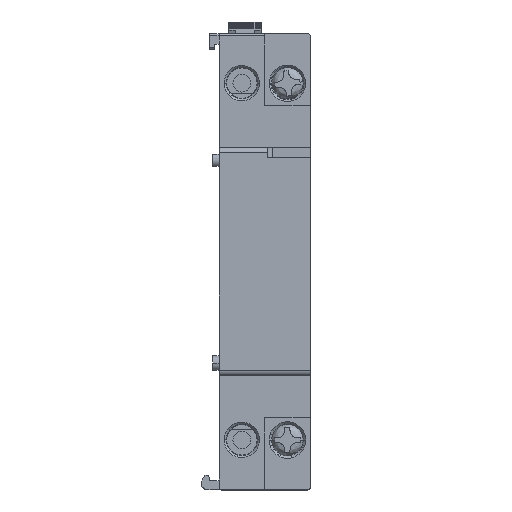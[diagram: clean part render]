
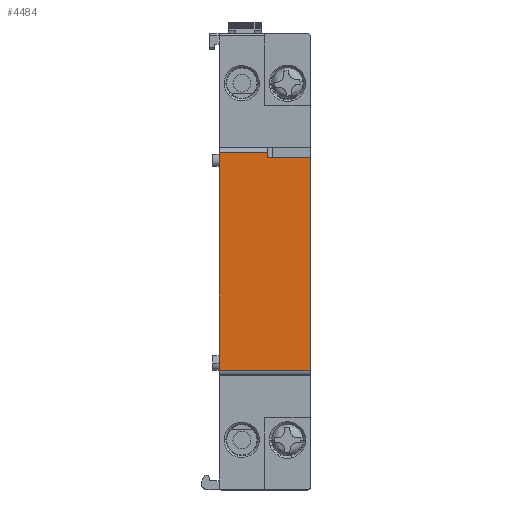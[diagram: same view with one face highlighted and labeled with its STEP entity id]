
A CAD part, top view. The second image highlights one B-rep face of the part: STEP entity #4484.
In plain terms, the highlighted planar face has unit normal (0, 0, 1).
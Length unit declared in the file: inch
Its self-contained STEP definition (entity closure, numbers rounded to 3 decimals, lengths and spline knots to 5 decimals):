
#192 = EDGE_CURVE ( 'NONE', #6222, #14095, #7694, .T. ) ;
#240 = LINE ( 'NONE', #1463, #12616 ) ;
#715 = ORIENTED_EDGE ( 'NONE', *, *, #5426, .T. ) ;
#835 = PLANE ( 'NONE',  #8607 ) ;
#1163 = DIRECTION ( 'NONE',  ( -1., 0., 0. ) ) ;
#1249 = CARTESIAN_POINT ( 'NONE',  ( 0.08258, 0.39644, 4.93447 ) ) ;
#1463 = CARTESIAN_POINT ( 'NONE',  ( -0.29144, -1.25711, 4.93447 ) ) ;
#1683 = EDGE_CURVE ( 'NONE', #14569, #6222, #9041, .T. ) ;
#2438 = CARTESIAN_POINT ( 'NONE',  ( 0.41722, 0.43581, 4.93447 ) ) ;
#2492 = VERTEX_POINT ( 'NONE', #11695 ) ;
#2761 = CARTESIAN_POINT ( 'NONE',  ( 0.41722, 0.39644, 4.93447 ) ) ;
#3323 = DIRECTION ( 'NONE',  ( 1., 0., 0. ) ) ;
#3612 = EDGE_CURVE ( 'NONE', #14095, #2492, #5282, .T. ) ;
#3639 = ORIENTED_EDGE ( 'NONE', *, *, #3612, .T. ) ;
#4484 = ADVANCED_FACE ( 'NONE', ( #8371 ), #835, .T. ) ;
#4603 = CARTESIAN_POINT ( 'NONE',  ( -0.29144, 0.43581, 4.93447 ) ) ;
#4722 = VECTOR ( 'NONE', #7347, 39.37008 ) ;
#4814 = VERTEX_POINT ( 'NONE', #7345 ) ;
#5282 = LINE ( 'NONE', #10620, #15166 ) ;
#5311 = EDGE_CURVE ( 'NONE', #14606, #14569, #8140, .T. ) ;
#5426 = EDGE_CURVE ( 'NONE', #2492, #4814, #240, .T. ) ;
#5689 = DIRECTION ( 'NONE',  ( 0., 0., 1. ) ) ;
#6080 = DIRECTION ( 'NONE',  ( -1., 0., 0. ) ) ;
#6222 = VERTEX_POINT ( 'NONE', #10672 ) ;
#6846 = DIRECTION ( 'NONE',  ( 0., -1., 0. ) ) ;
#7273 = ORIENTED_EDGE ( 'NONE', *, *, #8593, .T. ) ;
#7345 = CARTESIAN_POINT ( 'NONE',  ( 0.41722, -1.25711, 4.93447 ) ) ;
#7347 = DIRECTION ( 'NONE',  ( 0., 1., 0. ) ) ;
#7637 = ORIENTED_EDGE ( 'NONE', *, *, #1683, .T. ) ;
#7694 = LINE ( 'NONE', #4603, #13118 ) ;
#7702 = ORIENTED_EDGE ( 'NONE', *, *, #192, .T. ) ;
#8140 = LINE ( 'NONE', #8435, #15385 ) ;
#8371 = FACE_OUTER_BOUND ( 'NONE', #10472, .T. ) ;
#8435 = CARTESIAN_POINT ( 'NONE',  ( -0.29144, 0.39644, 4.93447 ) ) ;
#8593 = EDGE_CURVE ( 'NONE', #4814, #14606, #10741, .T. ) ;
#8607 = AXIS2_PLACEMENT_3D ( 'NONE', #12913, #5689, #3323 ) ;
#8631 = CARTESIAN_POINT ( 'NONE',  ( 0.08258, 0.39644, 4.93447 ) ) ;
#8840 = VECTOR ( 'NONE', #13391, 39.37008 ) ;
#9041 = LINE ( 'NONE', #8631, #8840 ) ;
#9897 = DIRECTION ( 'NONE',  ( 1., 0., 0. ) ) ;
#10472 = EDGE_LOOP ( 'NONE', ( #7273, #11949, #7637, #7702, #3639, #715 ) ) ;
#10620 = CARTESIAN_POINT ( 'NONE',  ( -0.29144, 0.43581, 4.93447 ) ) ;
#10672 = CARTESIAN_POINT ( 'NONE',  ( 0.08258, 0.43581, 4.93447 ) ) ;
#10741 = LINE ( 'NONE', #2438, #4722 ) ;
#11695 = CARTESIAN_POINT ( 'NONE',  ( -0.29144, -1.25711, 4.93447 ) ) ;
#11949 = ORIENTED_EDGE ( 'NONE', *, *, #5311, .T. ) ;
#12616 = VECTOR ( 'NONE', #9897, 39.37008 ) ;
#12913 = CARTESIAN_POINT ( 'NONE',  ( -0.29144, 0.43581, 4.93447 ) ) ;
#13118 = VECTOR ( 'NONE', #1163, 39.37008 ) ;
#13391 = DIRECTION ( 'NONE',  ( 0., 1., 0. ) ) ;
#14050 = CARTESIAN_POINT ( 'NONE',  ( -0.29144, 0.43581, 4.93447 ) ) ;
#14095 = VERTEX_POINT ( 'NONE', #14050 ) ;
#14569 = VERTEX_POINT ( 'NONE', #1249 ) ;
#14606 = VERTEX_POINT ( 'NONE', #2761 ) ;
#15166 = VECTOR ( 'NONE', #6846, 39.37008 ) ;
#15385 = VECTOR ( 'NONE', #6080, 39.37008 ) ;
